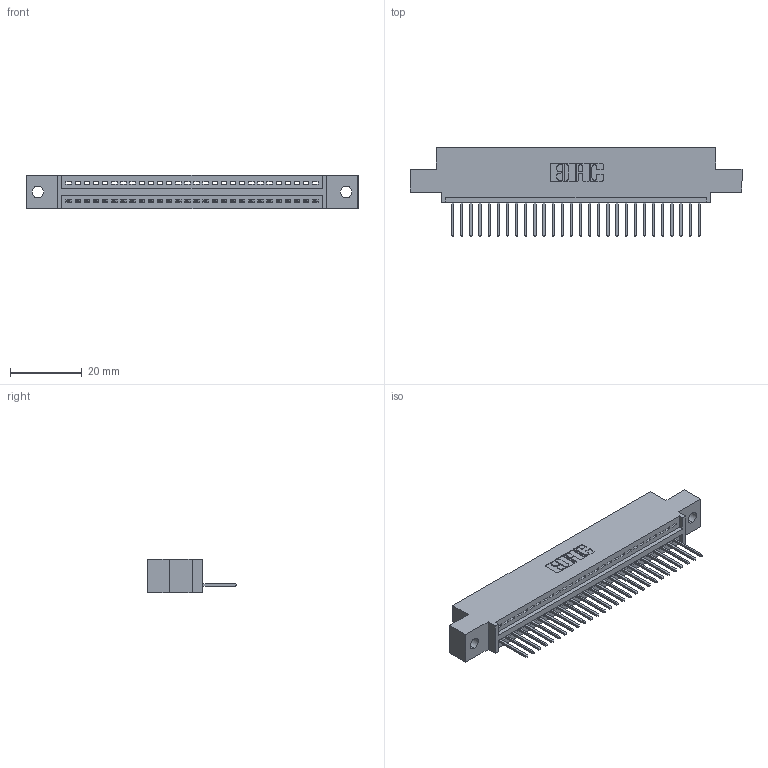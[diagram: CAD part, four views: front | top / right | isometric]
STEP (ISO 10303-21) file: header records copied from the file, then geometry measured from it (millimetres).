
FILE_DESCRIPTION (( 'STEP AP203' ), '1' );
FILE_NAME ('395-028-523-402.STEP', '2018-11-10T09:16:43', ( '' ), ( '' ), 'SwSTEP 2.0', 'SolidWorks 2016', '' );
FILE_SCHEMA (( 'CONFIG_CONTROL_DESIGN' ));
Length unit declared in the file: inch
Products named in the file (3): 395-028-523-402; 345 Part_0.110 Offset - 0.128 Dia; 345-292-001_345-293-123
Assembly tree (29 placements, depth 2):
  395-028-523-402
    345 Part_0.110 Offset - 0.128 Dia
    345-292-001_345-293-123  x28
Bounding box: 92.33 x 24.82 x 9.4 mm (x, y, z)
Volume: 8533.9 mm3; surface area: 10991.5 mm2
Topology: 29 solids, 29 shells, 1754 faces, 5281 edges, 3482 vertices
Faces by surface type: plane 1204, cylinder 550
Entity records: 23111 total; most frequent: CARTESIAN_POINT 4012, ORIENTED_EDGE 3974, DIRECTION 3523, EDGE_CURVE 1987, LINE 1743, VECTOR 1743, VERTEX_POINT 1322, AXIS2_PLACEMENT_3D 890
